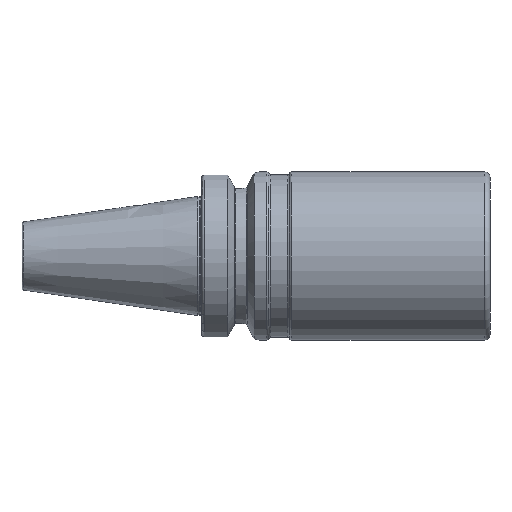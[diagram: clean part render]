
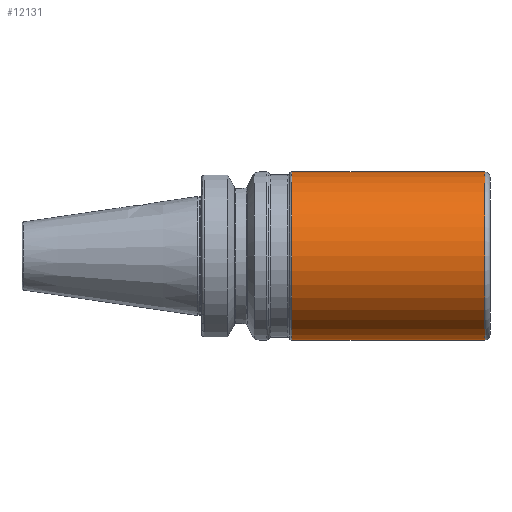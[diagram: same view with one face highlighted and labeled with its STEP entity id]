
A CAD part, front view. The second image highlights one B-rep face of the part: STEP entity #12131.
In plain terms, the highlighted cylindrical face has radius 31.5 mm (diameter 63 mm), a partial arc.
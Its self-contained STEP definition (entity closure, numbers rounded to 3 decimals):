
#326 = VERTEX_POINT ( 'NONE', #22723 ) ;
#788 = ORIENTED_EDGE ( 'NONE', *, *, #57244, .T. ) ;
#795 = ORIENTED_EDGE ( 'NONE', *, *, #57240, .T. ) ;
#800 = ORIENTED_EDGE ( 'NONE', *, *, #57382, .F. ) ;
#821 = ORIENTED_EDGE ( 'NONE', *, *, #57413, .T. ) ;
#3562 = CARTESIAN_POINT ( 'NONE',  ( 33.683, 0., 31.5 ) ) ;
#3621 = CARTESIAN_POINT ( 'NONE',  ( 106., 0., -31.5 ) ) ;
#3631 = CARTESIAN_POINT ( 'NONE',  ( 106., 0., 31.5 ) ) ;
#4476 = DIRECTION ( 'NONE',  ( 1., 0., 0. ) ) ;
#4477 = DIRECTION ( 'NONE',  ( 0., 0., 1. ) ) ;
#4488 = CARTESIAN_POINT ( 'NONE',  ( 33.683, 0., 0. ) ) ;
#4490 = CARTESIAN_POINT ( 'NONE',  ( 106., 0., 0. ) ) ;
#4516 = DIRECTION ( 'NONE',  ( 0., 0., -1. ) ) ;
#4531 = DIRECTION ( 'NONE',  ( -1., 0., 0. ) ) ;
#9177 = DIRECTION ( 'NONE',  ( 1., 0., 0. ) ) ;
#9181 = CARTESIAN_POINT ( 'NONE',  ( 85.752, 0., 31.5 ) ) ;
#9347 = DIRECTION ( 'NONE',  ( 1., 0., 0. ) ) ;
#9352 = CARTESIAN_POINT ( 'NONE',  ( 85.752, 0., -31.5 ) ) ;
#12131 = ADVANCED_FACE ( 'NONE', ( #36454 ), #36476, .T. ) ;
#22723 = CARTESIAN_POINT ( 'NONE',  ( 33.683, 0., -31.5 ) ) ;
#23080 = AXIS2_PLACEMENT_3D ( 'NONE', #4488, #4476, #4477 ) ;
#23120 = AXIS2_PLACEMENT_3D ( 'NONE', #4490, #4531, #4516 ) ;
#23701 = AXIS2_PLACEMENT_3D ( 'NONE', #42687, #42730, #42700 ) ;
#36454 = FACE_OUTER_BOUND ( 'NONE', #46889, .T. ) ;
#36476 = CYLINDRICAL_SURFACE ( 'NONE', #23701, 31.5 ) ;
#36675 = VERTEX_POINT ( 'NONE', #3562 ) ;
#36677 = VERTEX_POINT ( 'NONE', #3631 ) ;
#36717 = VERTEX_POINT ( 'NONE', #3621 ) ;
#42687 = CARTESIAN_POINT ( 'NONE',  ( 85.752, 0., 0. ) ) ;
#42700 = DIRECTION ( 'NONE',  ( 0., 0., -1. ) ) ;
#42730 = DIRECTION ( 'NONE',  ( 1., 0., 0. ) ) ;
#46889 = EDGE_LOOP ( 'NONE', ( #800, #795, #821, #788 ) ) ;
#53995 = CIRCLE ( 'NONE', #23120, 31.5 ) ;
#54020 = CIRCLE ( 'NONE', #23080, 31.5 ) ;
#54110 = LINE ( 'NONE', #9181, #54134 ) ;
#54134 = VECTOR ( 'NONE', #9177, 1000. ) ;
#54163 = LINE ( 'NONE', #9352, #54170 ) ;
#54170 = VECTOR ( 'NONE', #9347, 1000. ) ;
#57240 = EDGE_CURVE ( 'NONE', #36675, #326, #54020, .T. ) ;
#57244 = EDGE_CURVE ( 'NONE', #36717, #36677, #53995, .T. ) ;
#57382 = EDGE_CURVE ( 'NONE', #36675, #36677, #54110, .T. ) ;
#57413 = EDGE_CURVE ( 'NONE', #326, #36717, #54163, .T. ) ;
